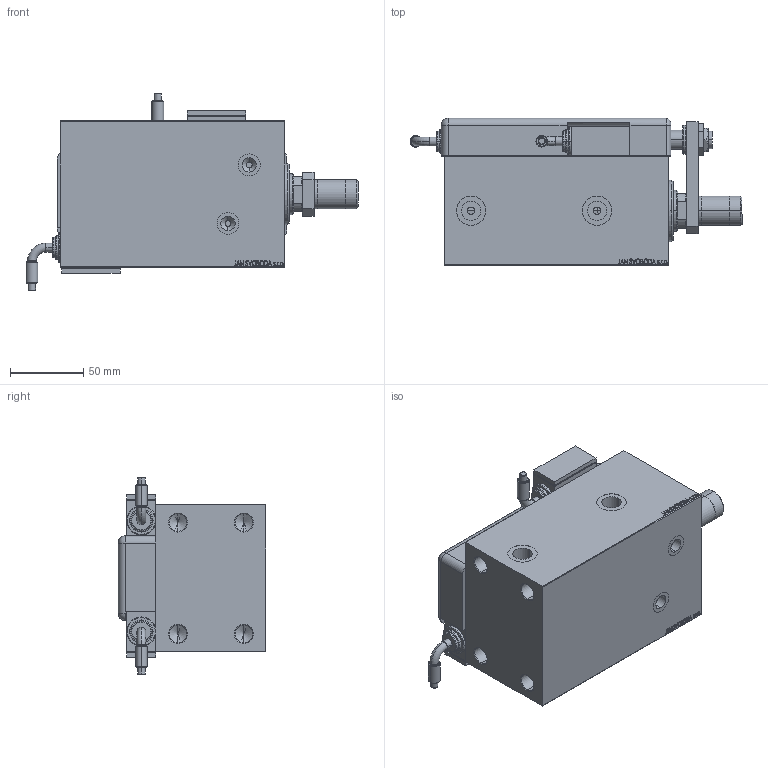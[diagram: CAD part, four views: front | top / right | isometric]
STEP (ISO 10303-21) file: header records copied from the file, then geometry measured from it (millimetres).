
FILE_DESCRIPTION (( 'STEP AP203' ), '1' );
FILE_NAME ('97b5.STEP', '2024-02-19T09:09:23', ( '' ), ( '' ), 'SwSTEP 2.0', 'SolidWorks 2019', '' );
FILE_SCHEMA (( 'CONFIG_CONTROL_DESIGN' ));
Length unit declared in the file: millimetre
Products named in the file (14): SWITCH DIM A_G 94a7fa4a74854ad3365ab47d72a3c51e; V450CM_MALE_METRIC 94a7fa4a74854ad3365ab47d72a3c51e; SWITCH_Q_FRONT_BACK 94a7fa4a74854ad3365ab47d72a3c51e; KRYT 94a7fa4a74854ad3365ab47d72a3c51e; V450CP_B_VCP 94a7fa4a74854ad3365ab47d72a3c51e; ZARAZKA_Q 94a7fa4a74854ad3365ab47d72a3c51e; NUT_D13 94a7fa4a74854ad3365ab47d72a3c51e; TYC 94a7fa4a74854ad3365ab47d72a3c51e; 97b5; SWITCH Q 94a7fa4a74854ad3365ab47d72a3c51e; V450CP_B 94a7fa4a74854ad3365ab47d72a3c51e; V450CP_VC_B 94a7fa4a74854ad3365ab47d72a3c51e; NUT_D19 94a7fa4a74854ad3365ab47d72a3c51e; MAGNETIC SWITCH Q 94a7fa4a74854ad3365ab47d72a3c51e
Assembly tree (15 placements, depth 3):
  97b5
    V450CP_B 94a7fa4a74854ad3365ab47d72a3c51e
    V450CP_B_VCP 94a7fa4a74854ad3365ab47d72a3c51e
    V450CP_VC_B 94a7fa4a74854ad3365ab47d72a3c51e
    MAGNETIC SWITCH Q 94a7fa4a74854ad3365ab47d72a3c51e
      SWITCH_Q_FRONT_BACK 94a7fa4a74854ad3365ab47d72a3c51e
      TYC 94a7fa4a74854ad3365ab47d72a3c51e
      ZARAZKA_Q 94a7fa4a74854ad3365ab47d72a3c51e
      SWITCH DIM A_G 94a7fa4a74854ad3365ab47d72a3c51e
      NUT_D19 94a7fa4a74854ad3365ab47d72a3c51e
      NUT_D13 94a7fa4a74854ad3365ab47d72a3c51e
      KRYT 94a7fa4a74854ad3365ab47d72a3c51e
      SWITCH Q 94a7fa4a74854ad3365ab47d72a3c51e  x2
    V450CM_MALE_METRIC 94a7fa4a74854ad3365ab47d72a3c51e  x2
Bounding box: 226.76 x 100.8 x 135.01 mm (x, y, z)
Volume: 1230935.9 mm3; surface area: 210643.3 mm2
Topology: 15 solids, 15 shells, 1344 faces, 3369 edges, 2195 vertices
Faces by surface type: plane 624, bspline 475, cylinder 139, cone 78, torus 26, sphere 2
Entity records: 62794 total; most frequent: CARTESIAN_POINT 33658, ORIENTED_EDGE 6398, DIRECTION 4197, EDGE_CURVE 3199, VERTEX_POINT 2102, LINE 1889, VECTOR 1889, EDGE_LOOP 1449
